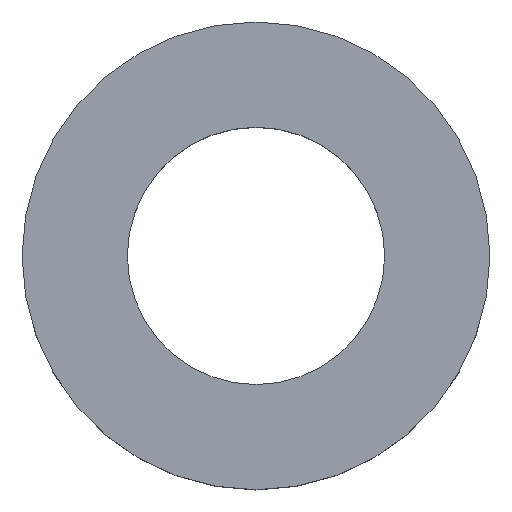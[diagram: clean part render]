
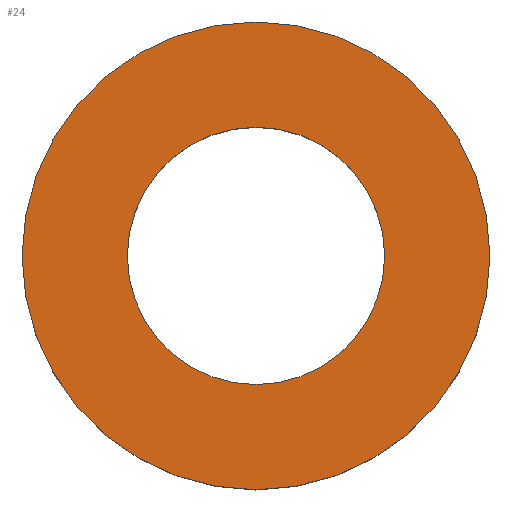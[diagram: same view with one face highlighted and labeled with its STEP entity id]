
A CAD part, top view. The second image highlights one B-rep face of the part: STEP entity #24.
In plain terms, the highlighted planar face has unit normal (0, 0, 1).
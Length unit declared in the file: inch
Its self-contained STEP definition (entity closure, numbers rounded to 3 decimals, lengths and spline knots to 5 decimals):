
#1 = DIRECTION ( 'NONE',  ( 1., 0., 0. ) ) ;
#9 = VERTEX_POINT ( 'NONE', #184 ) ;
#10 = DIRECTION ( 'NONE',  ( 0., 0., 1. ) ) ;
#16 = AXIS2_PLACEMENT_3D ( 'NONE', #203, #217, #218 ) ;
#18 = CARTESIAN_POINT ( 'NONE',  ( 0., 0., 0.25 ) ) ;
#24 = ADVANCED_FACE ( 'NONE', ( #63, #98 ), #109, .T. ) ;
#30 = CARTESIAN_POINT ( 'NONE',  ( 0., 0., 0.25 ) ) ;
#31 = EDGE_CURVE ( 'NONE', #51, #9, #144, .T. ) ;
#35 = EDGE_CURVE ( 'NONE', #9, #51, #148, .T. ) ;
#36 = DIRECTION ( 'NONE',  ( 1., 0., 0. ) ) ;
#43 = VERTEX_POINT ( 'NONE', #188 ) ;
#51 = VERTEX_POINT ( 'NONE', #219 ) ;
#54 = ORIENTED_EDGE ( 'NONE', *, *, #31, .F. ) ;
#55 = VERTEX_POINT ( 'NONE', #209 ) ;
#58 = ORIENTED_EDGE ( 'NONE', *, *, #194, .T. ) ;
#59 = ORIENTED_EDGE ( 'NONE', *, *, #222, .T. ) ;
#63 = FACE_OUTER_BOUND ( 'NONE', #74, .T. ) ;
#71 = CARTESIAN_POINT ( 'NONE',  ( 0., 0., 0.25 ) ) ;
#74 = EDGE_LOOP ( 'NONE', ( #59, #58 ) ) ;
#89 = EDGE_LOOP ( 'NONE', ( #54, #93 ) ) ;
#92 = DIRECTION ( 'NONE',  ( 1., 0., 0. ) ) ;
#93 = ORIENTED_EDGE ( 'NONE', *, *, #35, .F. ) ;
#98 = FACE_BOUND ( 'NONE', #89, .T. ) ;
#106 = CIRCLE ( 'NONE', #237, 0.5 ) ;
#109 = PLANE ( 'NONE',  #16 ) ;
#115 = CIRCLE ( 'NONE', #232, 0.5 ) ;
#144 = CIRCLE ( 'NONE', #244, 0.275 ) ;
#148 = CIRCLE ( 'NONE', #202, 0.275 ) ;
#167 = DIRECTION ( 'NONE',  ( 0., 0., 1. ) ) ;
#184 = CARTESIAN_POINT ( 'NONE',  ( 0.275, 0., 0.25 ) ) ;
#188 = CARTESIAN_POINT ( 'NONE',  ( 0.5, 0., 0.25 ) ) ;
#194 = EDGE_CURVE ( 'NONE', #43, #55, #106, .T. ) ;
#196 = DIRECTION ( 'NONE',  ( 1., 0., 0. ) ) ;
#199 = CARTESIAN_POINT ( 'NONE',  ( 0., 0., 0.25 ) ) ;
#201 = DIRECTION ( 'NONE',  ( 0., 0., 1. ) ) ;
#202 = AXIS2_PLACEMENT_3D ( 'NONE', #199, #201, #196 ) ;
#203 = CARTESIAN_POINT ( 'NONE',  ( 0., 0., 0.25 ) ) ;
#209 = CARTESIAN_POINT ( 'NONE',  ( -0.5, 0., 0.25 ) ) ;
#217 = DIRECTION ( 'NONE',  ( 0., 0., 1. ) ) ;
#218 = DIRECTION ( 'NONE',  ( 1., 0., 0. ) ) ;
#219 = CARTESIAN_POINT ( 'NONE',  ( -0.275, 0., 0.25 ) ) ;
#222 = EDGE_CURVE ( 'NONE', #55, #43, #115, .T. ) ;
#230 = DIRECTION ( 'NONE',  ( 0., 0., 1. ) ) ;
#232 = AXIS2_PLACEMENT_3D ( 'NONE', #71, #230, #36 ) ;
#237 = AXIS2_PLACEMENT_3D ( 'NONE', #30, #10, #1 ) ;
#244 = AXIS2_PLACEMENT_3D ( 'NONE', #18, #167, #92 ) ;
